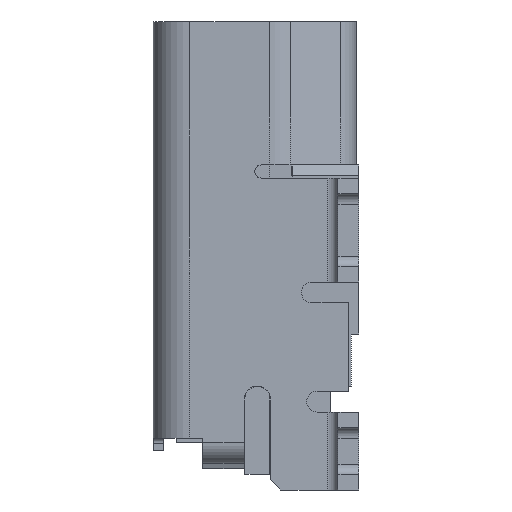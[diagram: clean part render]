
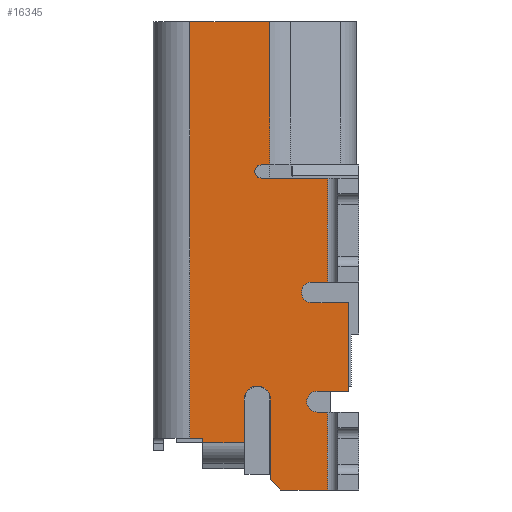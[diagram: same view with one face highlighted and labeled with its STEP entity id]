
A CAD part, left-side view. The second image highlights one B-rep face of the part: STEP entity #16345.
In plain terms, the highlighted planar face has unit normal (-1, 0, 0).
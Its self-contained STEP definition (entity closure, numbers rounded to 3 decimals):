
#23=DIRECTION('',(0.,1.,0.));
#24=VECTOR('',#23,1.538);
#25=CARTESIAN_POINT('',(-3.85,-0.288,0.));
#26=LINE('',#25,#24);
#4726=DIRECTION('',(0.,1.,0.));
#4727=VECTOR('',#4726,0.9);
#4728=CARTESIAN_POINT('',(-3.85,-1.4,-9.));
#4729=LINE('',#4728,#4727);
#4730=DIRECTION('',(0.,-0.707,-0.707));
#4731=VECTOR('',#4730,0.283);
#4732=CARTESIAN_POINT('',(-3.85,-0.3,-8.8));
#4733=LINE('',#4732,#4731);
#4734=DIRECTION('',(0.,0.,-1.));
#4735=VECTOR('',#4734,1.55);
#4736=CARTESIAN_POINT('',(-3.85,-0.3,-7.25));
#4737=LINE('',#4736,#4735);
#4738=CARTESIAN_POINT('',(-3.85,-0.05,-7.25));
#4739=DIRECTION('',(1.,0.,0.));
#4740=DIRECTION('',(0.,1.,0.));
#4741=AXIS2_PLACEMENT_3D('',#4738,#4739,#4740);
#4743=DIRECTION('',(0.,0.,-1.));
#4744=VECTOR('',#4743,0.84);
#4745=CARTESIAN_POINT('',(-3.85,0.2,-7.25));
#4746=LINE('',#4745,#4744);
#4747=DIRECTION('',(0.,1.,0.));
#4748=VECTOR('',#4747,0.8);
#4749=CARTESIAN_POINT('',(-3.85,0.2,-8.09));
#4750=LINE('',#4749,#4748);
#4751=DIRECTION('',(0.,-1.,0.));
#4752=VECTOR('',#4751,0.25);
#4753=CARTESIAN_POINT('',(-3.85,1.25,-8.));
#4754=LINE('',#4753,#4752);
#4755=DIRECTION('',(0.,0.,-1.));
#4756=VECTOR('',#4755,2.75);
#4757=CARTESIAN_POINT('',(-3.85,-0.288,0.));
#4758=LINE('',#4757,#4756);
#4759=DIRECTION('',(0.,1.,0.));
#4760=VECTOR('',#4759,0.163);
#4761=CARTESIAN_POINT('',(-3.85,-0.288,-2.75));
#4762=LINE('',#4761,#4760);
#4763=CARTESIAN_POINT('',(-3.85,-0.125,-2.875));
#4764=DIRECTION('',(1.,0.,0.));
#4765=DIRECTION('',(0.,0.,-1.));
#4766=AXIS2_PLACEMENT_3D('',#4763,#4764,#4765);
#4768=DIRECTION('',(0.,-1.,0.));
#4769=VECTOR('',#4768,1.275);
#4770=CARTESIAN_POINT('',(-3.85,-0.125,-3.));
#4771=LINE('',#4770,#4769);
#4772=DIRECTION('',(0.,0.,-1.));
#4773=VECTOR('',#4772,2.);
#4774=CARTESIAN_POINT('',(-3.85,-1.4,-3.));
#4775=LINE('',#4774,#4773);
#4776=DIRECTION('',(0.,1.,0.));
#4777=VECTOR('',#4776,0.3);
#4778=CARTESIAN_POINT('',(-3.85,-1.4,-5.));
#4779=LINE('',#4778,#4777);
#4780=CARTESIAN_POINT('',(-3.85,-1.1,-5.2));
#4781=DIRECTION('',(-1.,0.,0.));
#4782=DIRECTION('',(0.,0.,1.));
#4783=AXIS2_PLACEMENT_3D('',#4780,#4781,#4782);
#4785=DIRECTION('',(0.,-1.,0.));
#4786=VECTOR('',#4785,0.7);
#4787=CARTESIAN_POINT('',(-3.85,-1.1,-5.4));
#4788=LINE('',#4787,#4786);
#4789=DIRECTION('',(0.,0.,1.));
#4790=VECTOR('',#4789,1.7);
#4791=CARTESIAN_POINT('',(-3.85,-1.8,-7.1));
#4792=LINE('',#4791,#4790);
#4793=DIRECTION('',(0.,1.,0.));
#4794=VECTOR('',#4793,0.6);
#4795=CARTESIAN_POINT('',(-3.85,-1.8,-7.1));
#4796=LINE('',#4795,#4794);
#4797=CARTESIAN_POINT('',(-3.85,-1.2,-7.3));
#4798=DIRECTION('',(-1.,0.,0.));
#4799=DIRECTION('',(0.,0.,1.));
#4800=AXIS2_PLACEMENT_3D('',#4797,#4798,#4799);
#4802=DIRECTION('',(0.,1.,0.));
#4803=VECTOR('',#4802,0.2);
#4804=CARTESIAN_POINT('',(-3.85,-1.4,-7.5));
#4805=LINE('',#4804,#4803);
#4996=DIRECTION('',(0.,0.,1.));
#4997=VECTOR('',#4996,1.5);
#4998=CARTESIAN_POINT('',(-3.85,-1.4,-9.));
#4999=LINE('',#4998,#4997);
#6568=DIRECTION('',(0.,0.,1.));
#6569=VECTOR('',#6568,0.09);
#6570=CARTESIAN_POINT('',(-3.85,1.,-8.09));
#6571=LINE('',#6570,#6569);
#6926=DIRECTION('',(0.,0.,-1.));
#6927=VECTOR('',#6926,8.);
#6928=CARTESIAN_POINT('',(-3.85,1.25,0.));
#6929=LINE('',#6928,#6927);
#7476=CARTESIAN_POINT('',(-3.85,-0.288,0.));
#7477=CARTESIAN_POINT('',(-3.85,1.25,0.));
#7478=VERTEX_POINT('',#7476);
#7479=VERTEX_POINT('',#7477);
#7498=CARTESIAN_POINT('',(-3.85,-0.125,-3.));
#7499=CARTESIAN_POINT('',(-3.85,-0.125,-2.75));
#7500=VERTEX_POINT('',#7498);
#7501=VERTEX_POINT('',#7499);
#7502=CARTESIAN_POINT('',(-3.85,-0.288,-2.75));
#7503=VERTEX_POINT('',#7502);
#7692=CARTESIAN_POINT('',(-3.85,-0.3,-8.8));
#7693=CARTESIAN_POINT('',(-3.85,-0.5,-9.));
#7694=VERTEX_POINT('',#7692);
#7695=VERTEX_POINT('',#7693);
#7696=CARTESIAN_POINT('',(-3.85,0.2,-7.25));
#7697=CARTESIAN_POINT('',(-3.85,-0.3,-7.25));
#7698=VERTEX_POINT('',#7696);
#7699=VERTEX_POINT('',#7697);
#7913=CARTESIAN_POINT('',(-3.85,1.25,-8.));
#7915=VERTEX_POINT('',#7913);
#8003=CARTESIAN_POINT('',(-3.85,0.2,-8.09));
#8004=VERTEX_POINT('',#8003);
#8031=CARTESIAN_POINT('',(-3.85,1.,-8.09));
#8032=VERTEX_POINT('',#8031);
#8047=CARTESIAN_POINT('',(-3.85,1.,-8.));
#8049=VERTEX_POINT('',#8047);
#8267=CARTESIAN_POINT('',(-3.85,-1.8,-7.1));
#8268=CARTESIAN_POINT('',(-3.85,-1.2,-7.1));
#8269=VERTEX_POINT('',#8267);
#8270=VERTEX_POINT('',#8268);
#8271=CARTESIAN_POINT('',(-3.85,-1.2,-7.5));
#8272=VERTEX_POINT('',#8271);
#8273=CARTESIAN_POINT('',(-3.85,-1.1,-5.));
#8274=CARTESIAN_POINT('',(-3.85,-1.1,-5.4));
#8275=VERTEX_POINT('',#8273);
#8276=VERTEX_POINT('',#8274);
#8283=CARTESIAN_POINT('',(-3.85,-1.8,-5.4));
#8284=VERTEX_POINT('',#8283);
#8305=CARTESIAN_POINT('',(-3.85,-1.4,-3.));
#8306=VERTEX_POINT('',#8305);
#8341=CARTESIAN_POINT('',(-3.85,-1.4,-5.));
#8342=VERTEX_POINT('',#8341);
#8349=CARTESIAN_POINT('',(-3.85,-1.4,-9.));
#8351=VERTEX_POINT('',#8349);
#8371=CARTESIAN_POINT('',(-3.85,-1.4,-7.5));
#8373=VERTEX_POINT('',#8371);
#16295=CARTESIAN_POINT('',(-3.85,-0.288,0.));
#16296=DIRECTION('',(-1.,0.,0.));
#16297=DIRECTION('',(0.,1.,0.));
#16298=AXIS2_PLACEMENT_3D('',#16295,#16296,#16297);
#16299=PLANE('',#16298);
#16301=ORIENTED_EDGE('',*,*,#16300,.F.);
#16303=ORIENTED_EDGE('',*,*,#16302,.F.);
#16305=ORIENTED_EDGE('',*,*,#16304,.T.);
#16307=ORIENTED_EDGE('',*,*,#16306,.F.);
#16309=ORIENTED_EDGE('',*,*,#16308,.F.);
#16311=ORIENTED_EDGE('',*,*,#16310,.F.);
#16313=ORIENTED_EDGE('',*,*,#16312,.T.);
#16315=ORIENTED_EDGE('',*,*,#16314,.T.);
#16317=ORIENTED_EDGE('',*,*,#16316,.T.);
#16318=ORIENTED_EDGE('',*,*,#11510,.F.);
#16320=ORIENTED_EDGE('',*,*,#16319,.F.);
#16321=ORIENTED_EDGE('',*,*,#9664,.F.);
#16323=ORIENTED_EDGE('',*,*,#16322,.T.);
#16325=ORIENTED_EDGE('',*,*,#16324,.T.);
#16327=ORIENTED_EDGE('',*,*,#16326,.F.);
#16329=ORIENTED_EDGE('',*,*,#16328,.T.);
#16331=ORIENTED_EDGE('',*,*,#16330,.T.);
#16333=ORIENTED_EDGE('',*,*,#16332,.T.);
#16335=ORIENTED_EDGE('',*,*,#16334,.T.);
#16337=ORIENTED_EDGE('',*,*,#16336,.T.);
#16339=ORIENTED_EDGE('',*,*,#16338,.F.);
#16340=ORIENTED_EDGE('',*,*,#16283,.T.);
#16342=ORIENTED_EDGE('',*,*,#16341,.T.);
#16343=EDGE_LOOP('',(#16301,#16303,#16305,#16307,#16309,#16311,#16313,#16315,
#16317,#16318,#16320,#16321,#16323,#16325,#16327,#16329,#16331,#16333,#16335,
#16337,#16339,#16340,#16342));
#16344=FACE_OUTER_BOUND('',#16343,.F.);
#16345=ADVANCED_FACE('',(#16344),#16299,.T.);
#4742=CIRCLE('',#4741,0.25);
#4767=CIRCLE('',#4766,0.125);
#4784=CIRCLE('',#4783,0.2);
#4801=CIRCLE('',#4800,0.2);
#9664=EDGE_CURVE('',#7478,#7479,#26,.T.);
#11510=EDGE_CURVE('',#7915,#8049,#4754,.T.);
#16283=EDGE_CURVE('',#8269,#8270,#4796,.T.);
#16300=EDGE_CURVE('',#8373,#8272,#4805,.T.);
#16302=EDGE_CURVE('',#8351,#8373,#4999,.T.);
#16304=EDGE_CURVE('',#8351,#7695,#4729,.T.);
#16306=EDGE_CURVE('',#7694,#7695,#4733,.T.);
#16308=EDGE_CURVE('',#7699,#7694,#4737,.T.);
#16310=EDGE_CURVE('',#7698,#7699,#4742,.T.);
#16312=EDGE_CURVE('',#7698,#8004,#4746,.T.);
#16314=EDGE_CURVE('',#8004,#8032,#4750,.T.);
#16316=EDGE_CURVE('',#8032,#8049,#6571,.T.);
#16319=EDGE_CURVE('',#7479,#7915,#6929,.T.);
#16322=EDGE_CURVE('',#7478,#7503,#4758,.T.);
#16324=EDGE_CURVE('',#7503,#7501,#4762,.T.);
#16326=EDGE_CURVE('',#7500,#7501,#4767,.T.);
#16328=EDGE_CURVE('',#7500,#8306,#4771,.T.);
#16330=EDGE_CURVE('',#8306,#8342,#4775,.T.);
#16332=EDGE_CURVE('',#8342,#8275,#4779,.T.);
#16334=EDGE_CURVE('',#8275,#8276,#4784,.T.);
#16336=EDGE_CURVE('',#8276,#8284,#4788,.T.);
#16338=EDGE_CURVE('',#8269,#8284,#4792,.T.);
#16341=EDGE_CURVE('',#8270,#8272,#4801,.T.);
